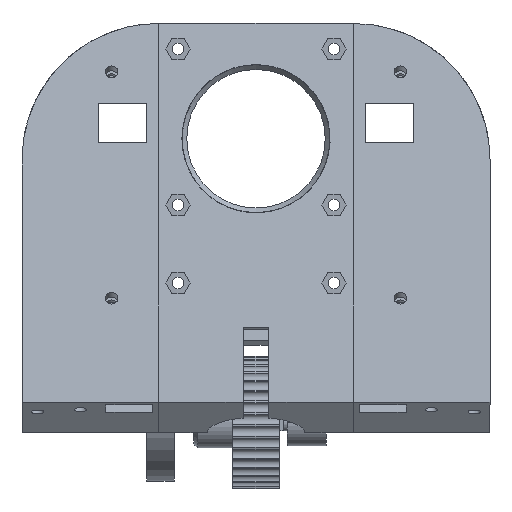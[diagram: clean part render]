
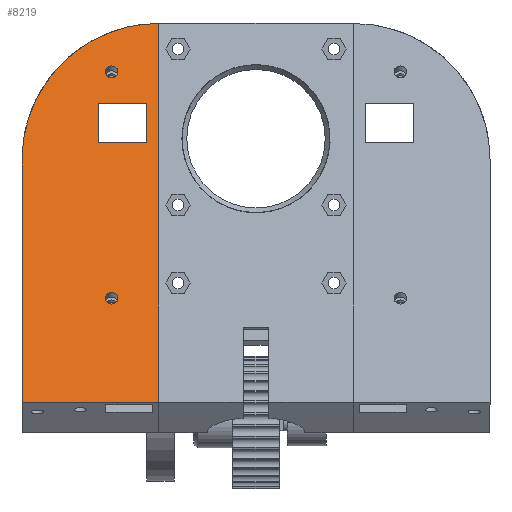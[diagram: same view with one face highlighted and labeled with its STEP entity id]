
A CAD part, front view. The second image highlights one B-rep face of the part: STEP entity #8219.
In plain terms, the highlighted planar face has unit normal (0, -0.951, 0.309).
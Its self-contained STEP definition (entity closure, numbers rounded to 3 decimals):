
#55=ELLIPSE('',#9003,36.801,35.);
#443=FACE_BOUND('',#1722,.T.);
#444=FACE_BOUND('',#1723,.T.);
#445=FACE_BOUND('',#1724,.T.);
#772=CIRCLE('',#8948,1.6);
#773=CIRCLE('',#8951,1.6);
#1182=FACE_OUTER_BOUND('',#1721,.T.);
#1721=EDGE_LOOP('',(#7181,#7182,#7183,#7184));
#1722=EDGE_LOOP('',(#7185));
#1723=EDGE_LOOP('',(#7186));
#1724=EDGE_LOOP('',(#7187,#7188,#7189,#7190));
#2275=LINE('',#13248,#2993);
#2353=LINE('',#13516,#3071);
#2367=LINE('',#13543,#3085);
#2375=LINE('',#13558,#3093);
#2400=LINE('',#14698,#3118);
#2411=LINE('',#14732,#3129);
#2417=LINE('',#14748,#3135);
#2993=VECTOR('',#10742,10.);
#3071=VECTOR('',#10926,10.);
#3085=VECTOR('',#10952,10.);
#3093=VECTOR('',#10962,10.);
#3118=VECTOR('',#11037,10.);
#3129=VECTOR('',#11072,10.);
#3135=VECTOR('',#11094,10.);
#3774=VERTEX_POINT('',#13245);
#3775=VERTEX_POINT('',#13247);
#3842=VERTEX_POINT('',#13494);
#3843=VERTEX_POINT('',#13499);
#3848=VERTEX_POINT('',#13513);
#3849=VERTEX_POINT('',#13515);
#3856=VERTEX_POINT('',#13541);
#3862=VERTEX_POINT('',#13557);
#3917=VERTEX_POINT('',#14729);
#3918=VERTEX_POINT('',#14731);
#4821=EDGE_CURVE('',#3774,#3775,#2275,.T.);
#4913=EDGE_CURVE('',#3842,#3842,#772,.T.);
#4915=EDGE_CURVE('',#3843,#3843,#773,.T.);
#4922=EDGE_CURVE('',#3849,#3848,#2353,.T.);
#4936=EDGE_CURVE('',#3848,#3856,#2367,.T.);
#4944=EDGE_CURVE('',#3856,#3862,#2375,.T.);
#5013=EDGE_CURVE('',#3862,#3849,#2400,.T.);
#5030=EDGE_CURVE('',#3917,#3918,#2411,.T.);
#5036=EDGE_CURVE('',#3918,#3774,#55,.T.);
#5039=EDGE_CURVE('',#3775,#3917,#2417,.T.);
#7181=ORIENTED_EDGE('',*,*,#5036,.F.);
#7182=ORIENTED_EDGE('',*,*,#5030,.F.);
#7183=ORIENTED_EDGE('',*,*,#5039,.F.);
#7184=ORIENTED_EDGE('',*,*,#4821,.F.);
#7185=ORIENTED_EDGE('',*,*,#4913,.T.);
#7186=ORIENTED_EDGE('',*,*,#4915,.T.);
#7187=ORIENTED_EDGE('',*,*,#4922,.T.);
#7188=ORIENTED_EDGE('',*,*,#4936,.T.);
#7189=ORIENTED_EDGE('',*,*,#4944,.T.);
#7190=ORIENTED_EDGE('',*,*,#5013,.T.);
#7807=PLANE('',#9006);
#8219=ADVANCED_FACE('',(#1182,#443,#444,#445),#7807,.T.);
#8948=AXIS2_PLACEMENT_3D('',#13495,#10905,#10906);
#8951=AXIS2_PLACEMENT_3D('',#13500,#10912,#10913);
#9003=AXIS2_PLACEMENT_3D('',#14742,#11084,#11085);
#9006=AXIS2_PLACEMENT_3D('',#14747,#11092,#11093);
#10742=DIRECTION('',(0.,-0.309,-0.951));
#10905=DIRECTION('center_axis',(0.,0.951,
-0.309));
#10906=DIRECTION('ref_axis',(0.,-0.309,-0.951));
#10912=DIRECTION('center_axis',(0.,0.951,
-0.309));
#10913=DIRECTION('ref_axis',(0.,-0.309,-0.951));
#10926=DIRECTION('',(1.,0.,0.));
#10952=DIRECTION('',(0.,-0.309,-0.951));
#10962=DIRECTION('',(-1.,0.,0.));
#11037=DIRECTION('',(0.,0.309,0.951));
#11072=DIRECTION('',(0.,0.309,0.951));
#11084=DIRECTION('center_axis',(0.,0.951,
-0.309));
#11085=DIRECTION('ref_axis',(0.,0.309,0.951));
#11092=DIRECTION('center_axis',(0.,-0.951,
0.309));
#11093=DIRECTION('ref_axis',(0.,0.309,0.951));
#11094=DIRECTION('',(-1.,0.,0.));
#13245=CARTESIAN_POINT('',(-25.,-65.762,36.544));
#13247=CARTESIAN_POINT('',(-25.,-97.311,-60.552));
#13248=CARTESIAN_POINT('',(-25.,-65.762,36.544));
#13494=CARTESIAN_POINT('',(-37.,-69.299,25.657));
#13495=CARTESIAN_POINT('Origin',(-37.,-69.794,24.136));
#13499=CARTESIAN_POINT('',(-37.,-88.149,-32.357));
#13500=CARTESIAN_POINT('Origin',(-37.,-88.644,-33.879));
#13513=CARTESIAN_POINT('',(-28.,-72.437,16.));
#13515=CARTESIAN_POINT('',(-40.5,-72.437,16.));
#13516=CARTESIAN_POINT('',(-26.5,-72.437,16.));
#13541=CARTESIAN_POINT('',(-28.,-75.686,6.));
#13543=CARTESIAN_POINT('',(-28.,-84.89,-22.326));
#13557=CARTESIAN_POINT('',(-40.5,-75.686,6.));
#13558=CARTESIAN_POINT('',(-32.75,-75.686,6.));
#14698=CARTESIAN_POINT('',(-40.5,-83.421,-17.804));
#14729=CARTESIAN_POINT('',(-60.,-97.311,-60.552));
#14731=CARTESIAN_POINT('',(-60.,-77.134,1.544));
#14732=CARTESIAN_POINT('',(-60.,-65.762,36.544));
#14742=CARTESIAN_POINT('Origin',(-25.,-77.134,1.544));
#14747=CARTESIAN_POINT('Origin',(-25.,-97.311,-60.552));
#14748=CARTESIAN_POINT('',(-25.,-97.311,-60.552));
